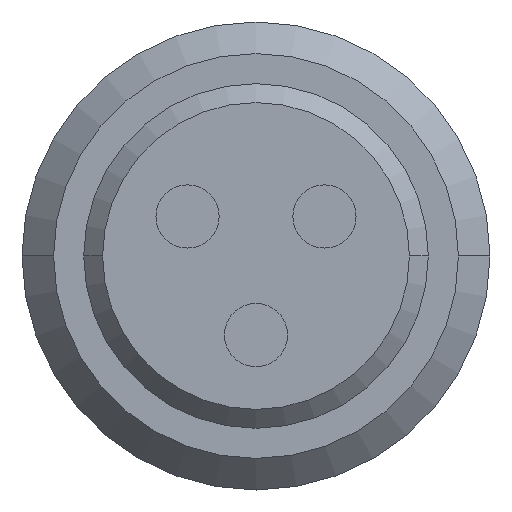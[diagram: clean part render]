
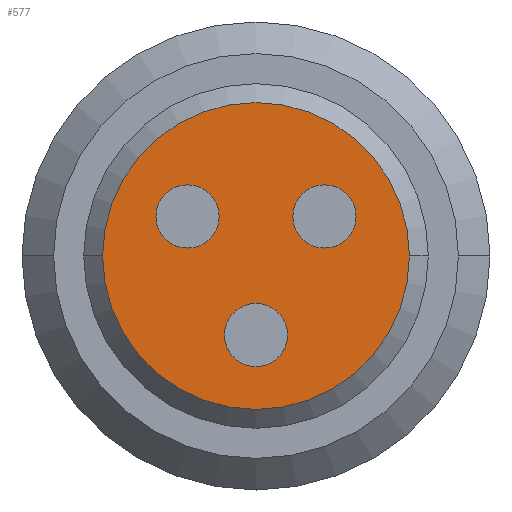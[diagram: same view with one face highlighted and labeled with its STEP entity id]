
A CAD part, front view. The second image highlights one B-rep face of the part: STEP entity #577.
In plain terms, the highlighted planar face has unit normal (0, -1, 0).
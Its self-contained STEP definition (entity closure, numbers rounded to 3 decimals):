
#130=CARTESIAN_POINT('',(1.083,289.8,-3.625));
#131=VERTEX_POINT('',#130);
#140=CARTESIAN_POINT('',(1.083,289.8,-7.625));
#141=VERTEX_POINT('',#140);
#142=CARTESIAN_POINT('',(1.083,289.8,-5.625));
#143=DIRECTION('',(0.0,-1.0,0.0));
#144=DIRECTION('',(0.0,0.0,1.0));
#145=AXIS2_PLACEMENT_3D('',#142,#143,#144);
#146=CIRCLE('',#145,2.0);
#147=EDGE_CURVE('',#131,#141,#146,.T.);
#172=CARTESIAN_POINT('',(-1.516,289.8,0.875));
#173=VERTEX_POINT('',#172);
#182=CARTESIAN_POINT('',(-4.98,289.8,2.875));
#183=VERTEX_POINT('',#182);
#184=CARTESIAN_POINT('',(-3.248,289.8,1.875));
#185=DIRECTION('',(0.,-1.0,0.));
#186=DIRECTION('',(0.866,0.,-0.5));
#187=AXIS2_PLACEMENT_3D('',#184,#185,#186);
#188=CIRCLE('',#187,2.0);
#189=EDGE_CURVE('',#173,#183,#188,.T.);
#214=CARTESIAN_POINT('',(3.681,289.8,0.875));
#215=VERTEX_POINT('',#214);
#224=CARTESIAN_POINT('',(7.145,289.8,2.875));
#225=VERTEX_POINT('',#224);
#226=CARTESIAN_POINT('',(5.413,289.8,1.875));
#227=DIRECTION('',(0.,-1.0,0.));
#228=DIRECTION('',(-0.866,0.,-0.5));
#229=AXIS2_PLACEMENT_3D('',#226,#227,#228);
#230=CIRCLE('',#229,2.0);
#231=EDGE_CURVE('',#215,#225,#230,.T.);
#505=CARTESIAN_POINT('',(-8.617,289.8,-0.625));
#506=VERTEX_POINT('',#505);
#513=CARTESIAN_POINT('',(10.783,289.8,-0.625));
#514=VERTEX_POINT('',#513);
#515=CARTESIAN_POINT('',(1.083,289.8,-0.625));
#516=DIRECTION('',(0.0,1.0,0.0));
#517=DIRECTION('',(-1.0,0.0,0.0));
#518=AXIS2_PLACEMENT_3D('',#515,#516,#517);
#519=CIRCLE('',#518,9.7);
#520=EDGE_CURVE('',#506,#514,#519,.T.);
#532=CARTESIAN_POINT('',(1.083,289.8,-0.625));
#533=DIRECTION('',(0.0,-1.0,0.0));
#534=DIRECTION('',(-1.0,0.0,0.0));
#535=AXIS2_PLACEMENT_3D('',#532,#533,#534);
#536=PLANE('',#535);
#537=CARTESIAN_POINT('',(1.083,289.8,-0.625));
#538=DIRECTION('',(0.0,1.0,0.0));
#539=DIRECTION('',(-1.0,0.0,0.0));
#540=AXIS2_PLACEMENT_3D('',#537,#538,#539);
#541=CIRCLE('',#540,9.7);
#542=EDGE_CURVE('',#514,#506,#541,.T.);
#543=ORIENTED_EDGE('',*,*,#542,.F.);
#544=ORIENTED_EDGE('',*,*,#520,.F.);
#545=EDGE_LOOP('',(#543,#544));
#546=FACE_OUTER_BOUND('',#545,.T.);
#547=CARTESIAN_POINT('',(5.413,289.8,1.875));
#548=DIRECTION('',(0.,-1.0,0.));
#549=DIRECTION('',(-0.866,0.,-0.5));
#550=AXIS2_PLACEMENT_3D('',#547,#548,#549);
#551=CIRCLE('',#550,2.0);
#552=EDGE_CURVE('',#225,#215,#551,.T.);
#553=ORIENTED_EDGE('',*,*,#552,.F.);
#554=ORIENTED_EDGE('',*,*,#231,.F.);
#555=EDGE_LOOP('',(#553,#554));
#556=FACE_BOUND('',#555,.T.);
#557=CARTESIAN_POINT('',(-3.248,289.8,1.875));
#558=DIRECTION('',(0.,-1.0,0.));
#559=DIRECTION('',(0.866,0.,-0.5));
#560=AXIS2_PLACEMENT_3D('',#557,#558,#559);
#561=CIRCLE('',#560,2.0);
#562=EDGE_CURVE('',#183,#173,#561,.T.);
#563=ORIENTED_EDGE('',*,*,#562,.F.);
#564=ORIENTED_EDGE('',*,*,#189,.F.);
#565=EDGE_LOOP('',(#563,#564));
#566=FACE_BOUND('',#565,.T.);
#567=CARTESIAN_POINT('',(1.083,289.8,-5.625));
#568=DIRECTION('',(0.0,-1.0,0.0));
#569=DIRECTION('',(0.0,0.0,1.0));
#570=AXIS2_PLACEMENT_3D('',#567,#568,#569);
#571=CIRCLE('',#570,2.0);
#572=EDGE_CURVE('',#141,#131,#571,.T.);
#573=ORIENTED_EDGE('',*,*,#572,.F.);
#574=ORIENTED_EDGE('',*,*,#147,.F.);
#575=EDGE_LOOP('',(#573,#574));
#576=FACE_BOUND('',#575,.T.);
#577=ADVANCED_FACE('',(#546,#556,#566,#576),#536,.T.);
